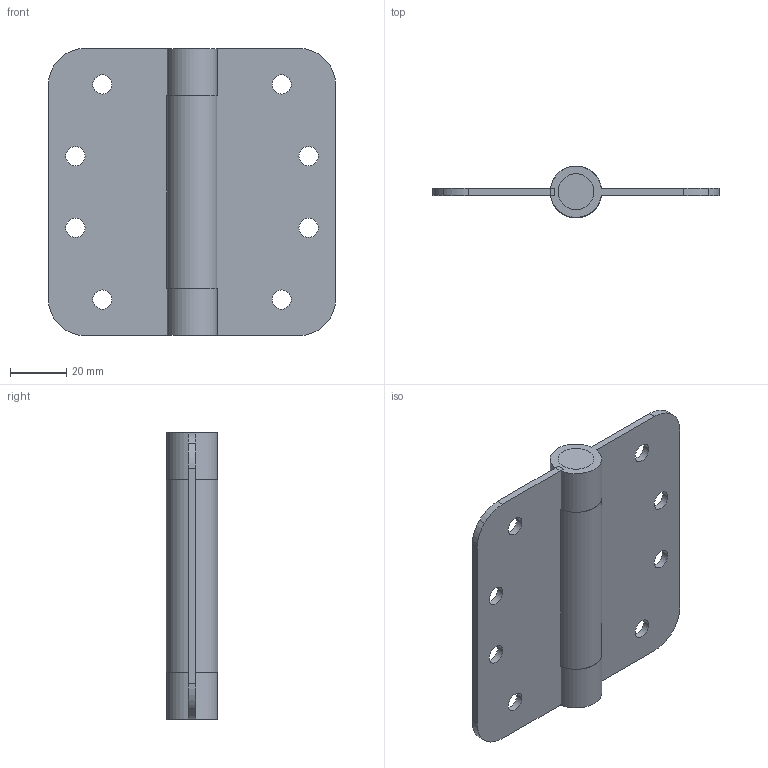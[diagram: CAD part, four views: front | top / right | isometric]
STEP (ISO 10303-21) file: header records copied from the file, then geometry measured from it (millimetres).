
FILE_DESCRIPTION((''),'2;1');
FILE_NAME('springloadedhinge.stp','2002-01-13T19:19:17',('Administrator'),(''),'Autodesk Inventor (tm) 3.0','Autodesk Inventor (tm) 3.0','');
FILE_SCHEMA(('CONFIG_CONTROL_DESIGN'));
Length unit declared in the file: inch
Products named in the file (4): springloadedhinge; springloadedhinge1; springloadedhinge2; springloadedhinge3
Assembly tree (3 placements, depth 2):
  springloadedhinge
    springloadedhinge1
    springloadedhinge2
    springloadedhinge3
Bounding box: 101.6 x 18.14 x 101.6 mm (x, y, z)
Volume: 47228.1 mm3; surface area: 32693.2 mm2
Topology: 3 solids, 3 shells, 57 faces, 153 edges, 102 vertices
Faces by surface type: cylinder 38, plane 19
Entity records: 2372 total; most frequent: DIRECTION 357, CARTESIAN_POINT 319, ORIENTED_EDGE 306, EDGE_CURVE 153, AXIS2_PLACEMENT_3D 140, VERTEX_POINT 102, EDGE_LOOP 79, VECTOR 77
